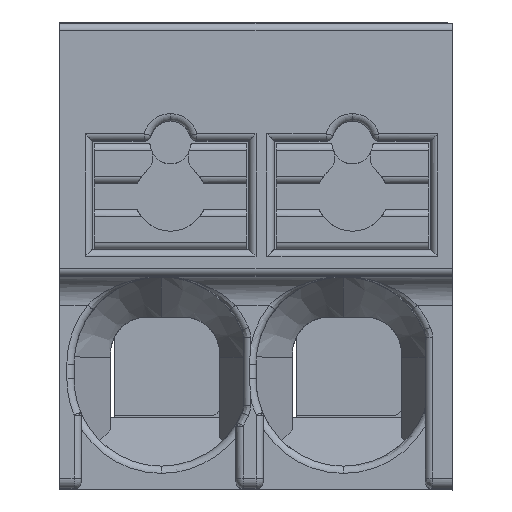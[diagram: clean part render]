
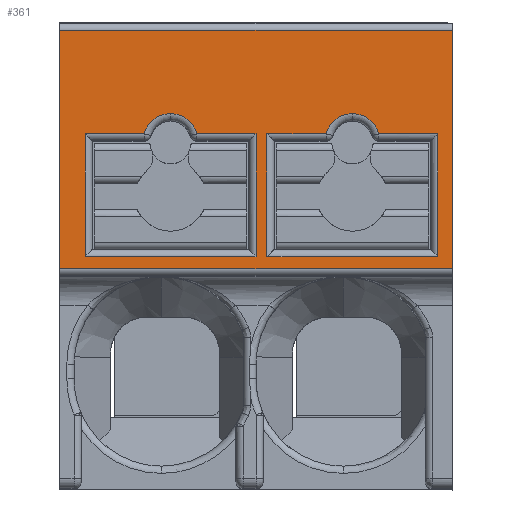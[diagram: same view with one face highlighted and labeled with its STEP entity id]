
A CAD part, top view. The second image highlights one B-rep face of the part: STEP entity #361.
In plain terms, the highlighted planar face has unit normal (0, 0, 1).
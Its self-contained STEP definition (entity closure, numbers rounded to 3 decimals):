
#361=ADVANCED_FACE('',(#1448,#1449,#1450),#1451,.T.);
#1448=FACE_OUTER_BOUND('',#4502,.T.);
#1449=FACE_BOUND('',#4503,.T.);
#1450=FACE_BOUND('',#4504,.T.);
#1451=PLANE('',#4505);
#4502=EDGE_LOOP('',(#8169,#8170,#8171,#8172));
#4503=EDGE_LOOP('',(#8173,#8174,#8175,#8176,#8177,#8178,#8179));
#4504=EDGE_LOOP('',(#8180,#8181,#8182,#8183,#8184,#8185,#8186));
#4505=AXIS2_PLACEMENT_3D('',#8187,#8188,#8189);
#8169=ORIENTED_EDGE('',*,*,#13313,.T.);
#8170=ORIENTED_EDGE('',*,*,#13786,.T.);
#8171=ORIENTED_EDGE('',*,*,#13784,.T.);
#8172=ORIENTED_EDGE('',*,*,#13787,.F.);
#8173=ORIENTED_EDGE('',*,*,#13788,.T.);
#8174=ORIENTED_EDGE('',*,*,#13789,.F.);
#8175=ORIENTED_EDGE('',*,*,#13317,.F.);
#8176=ORIENTED_EDGE('',*,*,#13320,.F.);
#8177=ORIENTED_EDGE('',*,*,#13790,.F.);
#8178=ORIENTED_EDGE('',*,*,#13299,.F.);
#8179=ORIENTED_EDGE('',*,*,#13791,.T.);
#8180=ORIENTED_EDGE('',*,*,#13792,.F.);
#8181=ORIENTED_EDGE('',*,*,#13329,.F.);
#8182=ORIENTED_EDGE('',*,*,#13793,.T.);
#8183=ORIENTED_EDGE('',*,*,#13794,.T.);
#8184=ORIENTED_EDGE('',*,*,#13637,.F.);
#8185=ORIENTED_EDGE('',*,*,#13370,.F.);
#8186=ORIENTED_EDGE('',*,*,#13324,.F.);
#8187=CARTESIAN_POINT('',(5.83,55.404,19.15));
#8188=DIRECTION('',(0.,0.,1.0));
#8189=DIRECTION('',(1.0,0.,0.));
#13299=EDGE_CURVE('',#15717,#15719,#15720,.T.);
#13313=EDGE_CURVE('',#15747,#15745,#15748,.T.);
#13317=EDGE_CURVE('',#15753,#15755,#15756,.T.);
#13320=EDGE_CURVE('',#15758,#15753,#15761,.T.);
#13324=EDGE_CURVE('',#15765,#15768,#15769,.T.);
#13329=EDGE_CURVE('',#15776,#15778,#15779,.T.);
#13370=EDGE_CURVE('',#15768,#15856,#15857,.T.);
#13637=EDGE_CURVE('',#15856,#16319,#16320,.T.);
#13784=EDGE_CURVE('',#16557,#16555,#16558,.T.);
#13786=EDGE_CURVE('',#15745,#16557,#16560,.T.);
#13787=EDGE_CURVE('',#15747,#16555,#16561,.T.);
#13788=EDGE_CURVE('',#16562,#16563,#16564,.T.);
#13789=EDGE_CURVE('',#15755,#16563,#16565,.T.);
#13790=EDGE_CURVE('',#15719,#15758,#16566,.T.);
#13791=EDGE_CURVE('',#15717,#16562,#16567,.T.);
#13792=EDGE_CURVE('',#15778,#15765,#16568,.T.);
#13793=EDGE_CURVE('',#15776,#16569,#16570,.T.);
#13794=EDGE_CURVE('',#16569,#16319,#16571,.T.);
#15717=VERTEX_POINT('',#19830);
#15719=VERTEX_POINT('',#19832);
#15720=LINE('',#19833,#19834);
#15745=VERTEX_POINT('',#20155);
#15747=VERTEX_POINT('',#20157);
#15748=LINE('',#20158,#20159);
#15753=VERTEX_POINT('',#20165);
#15755=VERTEX_POINT('',#20167);
#15756=LINE('',#20168,#20169);
#15758=VERTEX_POINT('',#20171);
#15761=CIRCLE('',#20174,0.75);
#15765=VERTEX_POINT('',#20178);
#15768=VERTEX_POINT('',#20181);
#15769=CIRCLE('',#20182,0.75);
#15776=VERTEX_POINT('',#20190);
#15778=VERTEX_POINT('',#20192);
#15779=LINE('',#20193,#20194);
#15856=VERTEX_POINT('',#20794);
#15857=LINE('',#20795,#20796);
#16319=VERTEX_POINT('',#22400);
#16320=LINE('',#22401,#22402);
#16555=VERTEX_POINT('',#23403);
#16557=VERTEX_POINT('',#23405);
#16558=LINE('',#23406,#23407);
#16560=LINE('',#23409,#23410);
#16561=LINE('',#23411,#23412);
#16562=VERTEX_POINT('',#23413);
#16563=VERTEX_POINT('',#23414);
#16564=LINE('',#23415,#23416);
#16565=LINE('',#23417,#23418);
#16566=CIRCLE('',#23419,0.75);
#16567=LINE('',#23420,#23421);
#16568=CIRCLE('',#23422,0.75);
#16569=VERTEX_POINT('',#23423);
#16570=LINE('',#23424,#23425);
#16571=LINE('',#23426,#23427);
#19830=CARTESIAN_POINT('',(10.4,9.76,19.15));
#19832=CARTESIAN_POINT('',(8.773,9.76,19.15));
#19833=CARTESIAN_POINT('',(-4.6,9.76,19.15));
#19834=VECTOR('',#28221,1.0);
#20155=CARTESIAN_POINT('',(10.8,6.05,19.15));
#20157=CARTESIAN_POINT('',(0.,6.05,19.15));
#20158=CARTESIAN_POINT('',(10.4,6.05,19.15));
#20159=VECTOR('',#28245,1.0);
#20165=CARTESIAN_POINT('',(7.327,9.76,19.15));
#20167=CARTESIAN_POINT('',(5.7,9.76,19.15));
#20168=CARTESIAN_POINT('',(10.4,9.76,19.15));
#20169=VECTOR('',#28253,1.0);
#20171=CARTESIAN_POINT('',(8.05,10.31,19.15));
#20174=AXIS2_PLACEMENT_3D('',#28260,#28261,#28262);
#20178=CARTESIAN_POINT('',(3.05,10.31,19.15));
#20181=CARTESIAN_POINT('',(2.327,9.76,19.15));
#20182=AXIS2_PLACEMENT_3D('',#28272,#28273,#28274);
#20190=CARTESIAN_POINT('',(5.4,9.76,19.15));
#20192=CARTESIAN_POINT('',(3.773,9.76,19.15));
#20193=CARTESIAN_POINT('',(10.4,9.76,19.15));
#20194=VECTOR('',#28285,1.0);
#20794=CARTESIAN_POINT('',(0.7,9.76,19.15));
#20795=CARTESIAN_POINT('',(10.4,9.76,19.15));
#20796=VECTOR('',#28353,1.0);
#22400=CARTESIAN_POINT('',(0.7,6.38,19.15));
#22401=CARTESIAN_POINT('',(0.7,-9.899,19.15));
#22402=VECTOR('',#28638,1.0);
#23403=CARTESIAN_POINT('',(0.,12.6,19.15));
#23405=CARTESIAN_POINT('',(10.8,12.6,19.15));
#23406=CARTESIAN_POINT('',(10.4,12.6,19.15));
#23407=VECTOR('',#28809,1.0);
#23409=CARTESIAN_POINT('',(10.8,-9.942,19.15));
#23410=VECTOR('',#28813,1.0);
#23411=CARTESIAN_POINT('',(0.,-9.942,19.15));
#23412=VECTOR('',#28814,1.0);
#23413=CARTESIAN_POINT('',(10.4,6.38,19.15));
#23414=CARTESIAN_POINT('',(5.7,6.38,19.15));
#23415=CARTESIAN_POINT('',(10.4,6.38,19.15));
#23416=VECTOR('',#28815,1.0);
#23417=CARTESIAN_POINT('',(5.7,-9.899,19.15));
#23418=VECTOR('',#28816,1.0);
#23419=AXIS2_PLACEMENT_3D('',#28817,#28818,#28819);
#23420=CARTESIAN_POINT('',(10.4,-9.899,19.15));
#23421=VECTOR('',#28820,1.0);
#23422=AXIS2_PLACEMENT_3D('',#28821,#28822,#28823);
#23423=CARTESIAN_POINT('',(5.4,6.38,19.15));
#23424=CARTESIAN_POINT('',(5.4,-9.899,19.15));
#23425=VECTOR('',#28824,1.0);
#23426=CARTESIAN_POINT('',(10.4,6.38,19.15));
#23427=VECTOR('',#28825,1.0);
#28221=DIRECTION('',(-1.0,0.,0.));
#28245=DIRECTION('',(1.0,0.,0.));
#28253=DIRECTION('',(-1.0,0.,0.));
#28260=CARTESIAN_POINT('',(8.05,9.56,19.15));
#28261=DIRECTION('',(0.,0.,1.0));
#28262=DIRECTION('',(0.,1.0,0.));
#28272=CARTESIAN_POINT('',(3.05,9.56,19.15));
#28273=DIRECTION('',(0.,0.,1.0));
#28274=DIRECTION('',(0.,1.0,0.));
#28285=DIRECTION('',(-1.0,0.,0.));
#28353=DIRECTION('',(-1.0,0.,0.));
#28638=DIRECTION('',(0.,-1.0,0.));
#28809=DIRECTION('',(-1.0,0.,0.));
#28813=DIRECTION('',(0.,1.0,0.));
#28814=DIRECTION('',(0.,1.0,0.));
#28815=DIRECTION('',(-1.0,0.,0.));
#28816=DIRECTION('',(0.,-1.0,0.));
#28817=CARTESIAN_POINT('',(8.05,9.56,19.15));
#28818=DIRECTION('',(0.,0.,1.0));
#28819=DIRECTION('',(0.,1.0,0.));
#28820=DIRECTION('',(0.,-1.0,0.));
#28821=CARTESIAN_POINT('',(3.05,9.56,19.15));
#28822=DIRECTION('',(0.,0.,1.0));
#28823=DIRECTION('',(0.,1.0,0.));
#28824=DIRECTION('',(0.,-1.0,0.));
#28825=DIRECTION('',(-1.0,0.,0.));
